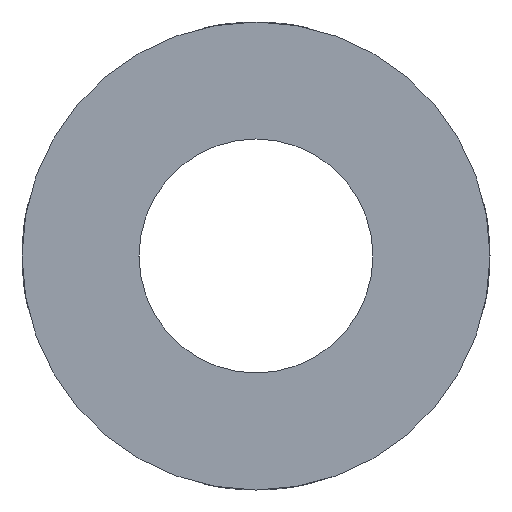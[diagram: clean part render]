
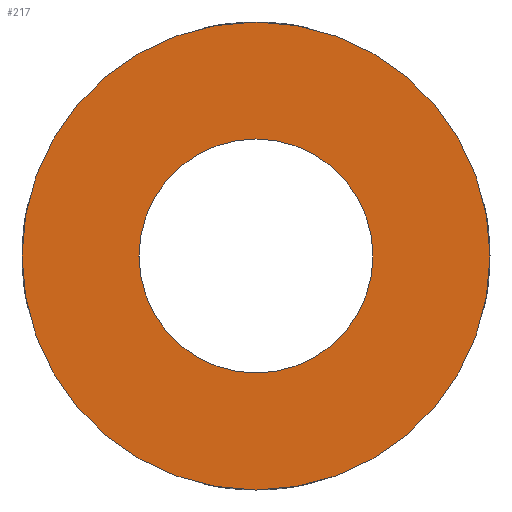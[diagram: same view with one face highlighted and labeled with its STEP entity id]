
A CAD part, left-side view. The second image highlights one B-rep face of the part: STEP entity #217.
In plain terms, the highlighted planar face has unit normal (-1, 0, 0).
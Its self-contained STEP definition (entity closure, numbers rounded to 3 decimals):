
#217 = ADVANCED_FACE( '', ( #467, #468 ), #469, .T. );
#467 = FACE_BOUND( '', #745, .T. );
#468 = FACE_OUTER_BOUND( '', #746, .T. );
#469 = PLANE( '', #747 );
#745 = EDGE_LOOP( '', ( #1264 ) );
#746 = EDGE_LOOP( '', ( #1265 ) );
#747 = AXIS2_PLACEMENT_3D( '', #1266, #1267, #1268 );
#1264 = ORIENTED_EDGE( '', *, *, #1746, .T. );
#1265 = ORIENTED_EDGE( '', *, *, #1631, .F. );
#1266 = CARTESIAN_POINT( '', ( 0., 8., 0. ) );
#1267 = DIRECTION( '', ( -1., 0., 0. ) );
#1268 = DIRECTION( '', ( 0., 0., 1. ) );
#1631 = EDGE_CURVE( '', #1964, #1964, #1965, .T. );
#1746 = EDGE_CURVE( '', #2126, #2126, #2127, .T. );
#1964 = VERTEX_POINT( '', #2393 );
#1965 = CIRCLE( '', #2394, 8. );
#2126 = VERTEX_POINT( '', #2603 );
#2127 = CIRCLE( '', #2604, 4. );
#2393 = CARTESIAN_POINT( '', ( 0., 0., -8. ) );
#2394 = AXIS2_PLACEMENT_3D( '', #2815, #2816, #2817 );
#2603 = CARTESIAN_POINT( '', ( 0., 0., -4. ) );
#2604 = AXIS2_PLACEMENT_3D( '', #2962, #2963, #2964 );
#2815 = CARTESIAN_POINT( '', ( 0., 0., 0. ) );
#2816 = DIRECTION( '', ( 1., 0., 0. ) );
#2817 = DIRECTION( '', ( 0., 0., -1. ) );
#2962 = CARTESIAN_POINT( '', ( 0., 0., 0. ) );
#2963 = DIRECTION( '', ( 1., 0., 0. ) );
#2964 = DIRECTION( '', ( 0., 0., -1. ) );
